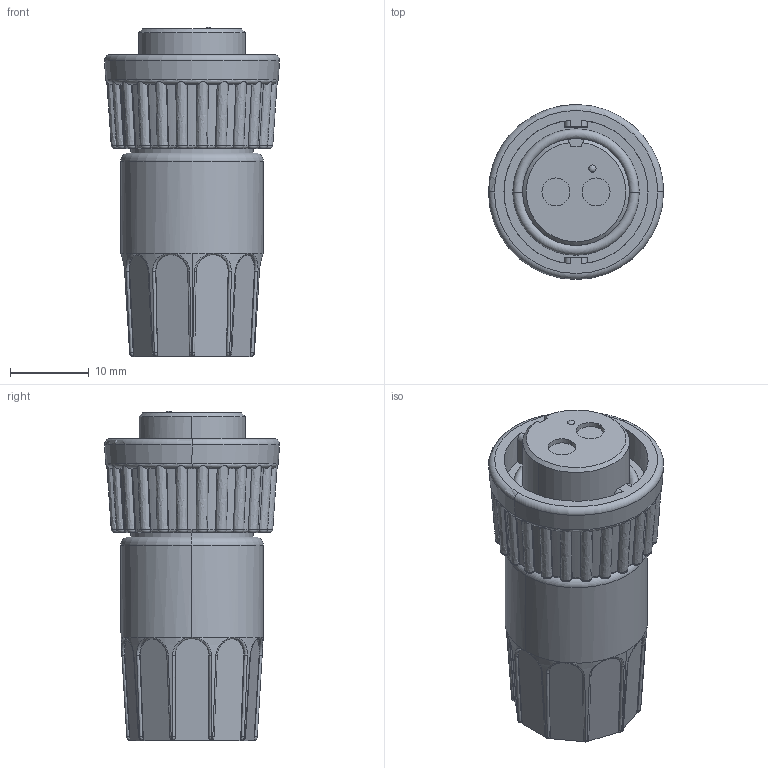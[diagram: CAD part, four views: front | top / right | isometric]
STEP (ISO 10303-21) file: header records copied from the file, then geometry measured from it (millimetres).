
FILE_DESCRIPTION (( 'STEP AP203' ), '1' );
FILE_NAME ('3182-2SG-3DC.STEP', '2013-02-04T16:28:03', ( '21FPBF1' ), ( 'Conxall' ), 'SwSTEP 2.0', 'SolidWorks 2012', '' );
FILE_SCHEMA (( 'CONFIG_CONTROL_DESIGN' ));
Length unit declared in the file: inch
Products named in the file (1): 3182-2SG-3DC
Bounding box: 22.22 x 22.22 x 41.8 mm (x, y, z)
Volume: 9841.8 mm3; surface area: 3956.7 mm2
Topology: 1 solids, 1 shells, 316 faces, 867 edges, 561 vertices
Faces by surface type: bspline 147, plane 74, cone 39, cylinder 34, torus 21, sphere 1
Entity records: 16536 total; most frequent: CARTESIAN_POINT 9924, ORIENTED_EDGE 1728, DIRECTION 934, EDGE_CURVE 864, VERTEX_POINT 559, B_SPLINE_CURVE_WITH_KNOTS 395, AXIS2_PLACEMENT_3D 392, EDGE_LOOP 325
